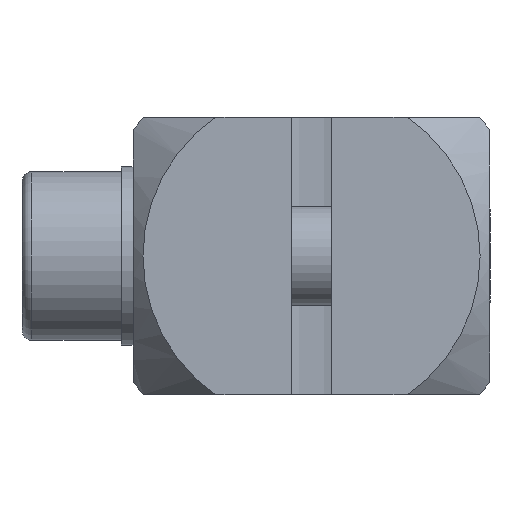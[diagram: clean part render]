
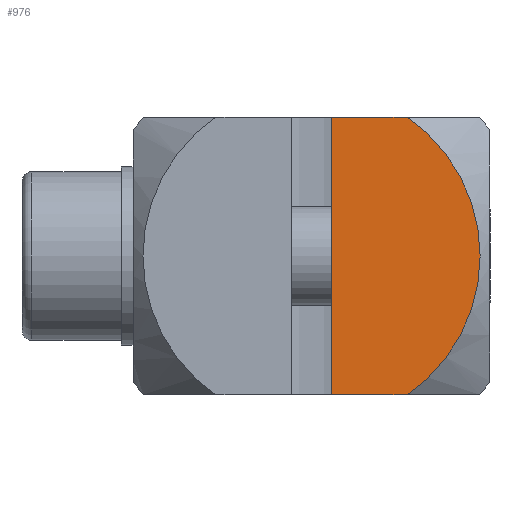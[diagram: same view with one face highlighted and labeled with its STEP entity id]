
A CAD part, left-side view. The second image highlights one B-rep face of the part: STEP entity #976.
In plain terms, the highlighted planar face has unit normal (-1, 0, 0).
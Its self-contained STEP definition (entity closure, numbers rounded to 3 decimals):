
#304=CARTESIAN_POINT('',(-16.0,-4.822,7.));
#305=VERTEX_POINT('',#304);
#319=CARTESIAN_POINT('',(-16.0,-4.822,-7.));
#320=VERTEX_POINT('',#319);
#321=CARTESIAN_POINT('',(-16.0,0.,0.0));
#322=DIRECTION('',(1.0,0.0,0.0));
#323=DIRECTION('',(0.0,0.0,-1.0));
#324=AXIS2_PLACEMENT_3D('',#321,#322,#323);
#325=CIRCLE('',#324,8.5);
#326=EDGE_CURVE('',#305,#320,#325,.T.);
#413=CARTESIAN_POINT('',(-16.0,-1.,-7.));
#414=VERTEX_POINT('',#413);
#415=CARTESIAN_POINT('',(-16.0,-1.,-7.));
#416=DIRECTION('',(0.0,-1.0,0.0));
#417=VECTOR('',#416,3.822);
#418=LINE('',#415,#417);
#419=EDGE_CURVE('',#414,#320,#418,.T.);
#646=CARTESIAN_POINT('',(-16.0,-1.,7.));
#647=VERTEX_POINT('',#646);
#654=CARTESIAN_POINT('',(-16.0,-4.822,7.));
#655=DIRECTION('',(0.0,1.0,0.0));
#656=VECTOR('',#655,3.822);
#657=LINE('',#654,#656);
#658=EDGE_CURVE('',#305,#647,#657,.T.);
#698=CARTESIAN_POINT('',(-16.0,-1.,-7.));
#699=DIRECTION('',(0.0,0.0,1.0));
#700=VECTOR('',#699,14.);
#701=LINE('',#698,#700);
#702=EDGE_CURVE('',#414,#647,#701,.T.);
#965=CARTESIAN_POINT('',(-16.,-9.,0.0));
#966=DIRECTION('',(-1.0,0.0,0.0));
#967=DIRECTION('',(0.0,0.0,1.0));
#968=AXIS2_PLACEMENT_3D('',#965,#966,#967);
#969=PLANE('',#968);
#970=ORIENTED_EDGE('',*,*,#326,.F.);
#971=ORIENTED_EDGE('',*,*,#658,.T.);
#972=ORIENTED_EDGE('',*,*,#702,.F.);
#973=ORIENTED_EDGE('',*,*,#419,.T.);
#974=EDGE_LOOP('',(#970,#971,#972,#973));
#975=FACE_OUTER_BOUND('',#974,.T.);
#976=ADVANCED_FACE('',(#975),#969,.T.);
